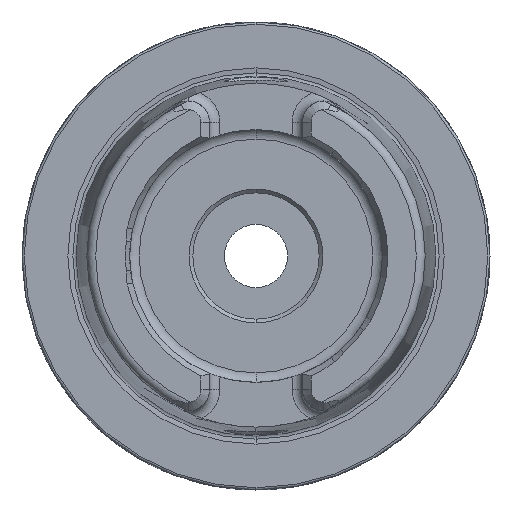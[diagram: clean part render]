
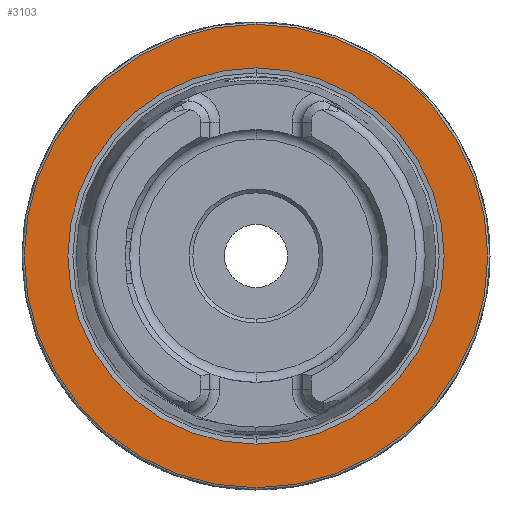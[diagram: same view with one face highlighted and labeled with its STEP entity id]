
A CAD part, left-side view. The second image highlights one B-rep face of the part: STEP entity #3103.
In plain terms, the highlighted planar face has unit normal (-1, 0, 0).
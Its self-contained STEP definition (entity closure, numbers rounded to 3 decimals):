
#83 = CARTESIAN_POINT ( 'NONE',  ( 0., 0., 0. ) ) ;
#84 = DIRECTION ( 'NONE',  ( -1., 0., 0. ) ) ;
#85 = DIRECTION ( 'NONE',  ( 0., 0., 1. ) ) ;
#256 = CARTESIAN_POINT ( 'NONE',  ( 0., 31.2, 0. ) ) ;
#259 = PLANE ( 'NONE',  #10649 ) ;
#261 = DIRECTION ( 'NONE',  ( 1., 0., 0. ) ) ;
#262 = DIRECTION ( 'NONE',  ( 0., 0., -1. ) ) ;
#301 = EDGE_CURVE ( 'NONE', #4269, #4350, #8647, .T. ) ;
#305 = EDGE_CURVE ( 'NONE', #4272, #4357, #8649, .T. ) ;
#909 = EDGE_CURVE ( 'NONE', #4357, #4272, #8711, .T. ) ;
#1163 = CARTESIAN_POINT ( 'NONE',  ( 0., 0., 31.2 ) ) ;
#1166 = CARTESIAN_POINT ( 'NONE',  ( 0., 0., -25.324 ) ) ;
#1243 = CARTESIAN_POINT ( 'NONE',  ( 0., 0., -31.2 ) ) ;
#1250 = CARTESIAN_POINT ( 'NONE',  ( 0., 0., 25.324 ) ) ;
#3013 = EDGE_CURVE ( 'NONE', #4350, #4269, #9154, .T. ) ;
#3103 = ADVANCED_FACE ( 'NONE', ( #3311, #3305 ), #259, .F. ) ;
#3192 = AXIS2_PLACEMENT_3D ( 'NONE', #10229, #10228, #10227 ) ;
#3215 = AXIS2_PLACEMENT_3D ( 'NONE', #10434, #10433, #10432 ) ;
#3218 = AXIS2_PLACEMENT_3D ( 'NONE', #10446, #10444, #10445 ) ;
#3305 = FACE_OUTER_BOUND ( 'NONE', #8179, .T. ) ;
#3311 = FACE_BOUND ( 'NONE', #8122, .T. ) ;
#4269 = VERTEX_POINT ( 'NONE', #1163 ) ;
#4272 = VERTEX_POINT ( 'NONE', #1166 ) ;
#4350 = VERTEX_POINT ( 'NONE', #1243 ) ;
#4357 = VERTEX_POINT ( 'NONE', #1250 ) ;
#4469 = ORIENTED_EDGE ( 'NONE', *, *, #909, .F. ) ;
#4470 = ORIENTED_EDGE ( 'NONE', *, *, #305, .F. ) ;
#4471 = ORIENTED_EDGE ( 'NONE', *, *, #301, .T. ) ;
#4472 = ORIENTED_EDGE ( 'NONE', *, *, #3013, .T. ) ;
#8122 = EDGE_LOOP ( 'NONE', ( #4469, #4470 ) ) ;
#8179 = EDGE_LOOP ( 'NONE', ( #4471, #4472 ) ) ;
#8647 = CIRCLE ( 'NONE', #3218, 31.2 ) ;
#8649 = CIRCLE ( 'NONE', #3215, 25.324 ) ;
#8711 = CIRCLE ( 'NONE', #3192, 25.324 ) ;
#9154 = CIRCLE ( 'NONE', #10614, 31.2 ) ;
#10227 = DIRECTION ( 'NONE',  ( 0., 0., 1. ) ) ;
#10228 = DIRECTION ( 'NONE',  ( -1., 0., 0. ) ) ;
#10229 = CARTESIAN_POINT ( 'NONE',  ( 0., 0., 0. ) ) ;
#10432 = DIRECTION ( 'NONE',  ( 0., 0., 1. ) ) ;
#10433 = DIRECTION ( 'NONE',  ( -1., 0., 0. ) ) ;
#10434 = CARTESIAN_POINT ( 'NONE',  ( 0., 0., 0. ) ) ;
#10444 = DIRECTION ( 'NONE',  ( -1., 0., 0. ) ) ;
#10445 = DIRECTION ( 'NONE',  ( 0., 0., 1. ) ) ;
#10446 = CARTESIAN_POINT ( 'NONE',  ( 0., 0., 0. ) ) ;
#10614 = AXIS2_PLACEMENT_3D ( 'NONE', #83, #84, #85 ) ;
#10649 = AXIS2_PLACEMENT_3D ( 'NONE', #256, #261, #262 ) ;
